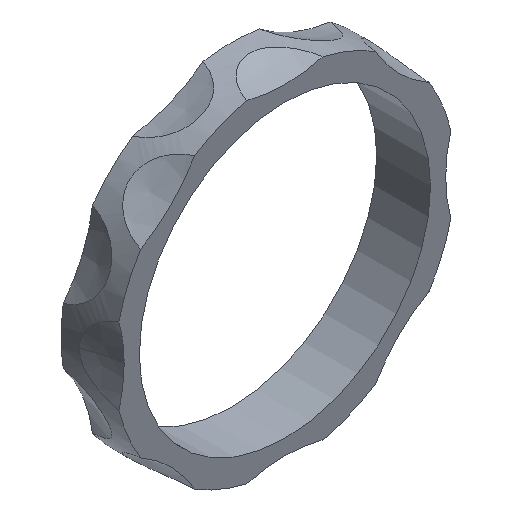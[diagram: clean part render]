
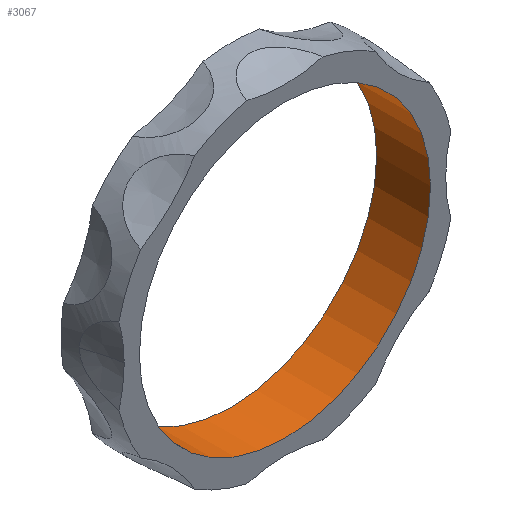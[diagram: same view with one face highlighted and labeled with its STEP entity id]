
A CAD part, isometric view. The second image highlights one B-rep face of the part: STEP entity #3067.
In plain terms, the highlighted cylindrical face has radius 8.123 mm (diameter 16.245 mm), a full revolution.
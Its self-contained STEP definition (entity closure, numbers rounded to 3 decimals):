
#68 = PLANE('',#69);
#69 = AXIS2_PLACEMENT_3D('',#70,#71,#72);
#70 = CARTESIAN_POINT('',(9.5,1.5,0.));
#71 = DIRECTION('',(0.,1.,0.));
#72 = DIRECTION('',(0.,-0.,1.));
#1263 = PLANE('',#1264);
#1264 = AXIS2_PLACEMENT_3D('',#1265,#1266,#1267);
#1265 = CARTESIAN_POINT('',(9.5,-1.5,0.));
#1266 = DIRECTION('',(0.,1.,0.));
#1267 = DIRECTION('',(0.,-0.,1.));
#2722 = EDGE_CURVE('',#2723,#2723,#2725,.T.);
#2723 = VERTEX_POINT('',#2724);
#2724 = CARTESIAN_POINT('',(8.123,-1.5,0.));
#2725 = SURFACE_CURVE('',#2726,(#2731,#2738),.PCURVE_S1.);
#2726 = CIRCLE('',#2727,8.123);
#2727 = AXIS2_PLACEMENT_3D('',#2728,#2729,#2730);
#2728 = CARTESIAN_POINT('',(0.,-1.5,0.));
#2729 = DIRECTION('',(-0.,1.,0.));
#2730 = DIRECTION('',(1.,0.,0.));
#2731 = PCURVE('',#1263,#2732);
#2732 = DEFINITIONAL_REPRESENTATION('',(#2733),#2737);
#2733 = CIRCLE('',#2734,8.123);
#2734 = AXIS2_PLACEMENT_2D('',#2735,#2736);
#2735 = CARTESIAN_POINT('',(0.,-9.5));
#2736 = DIRECTION('',(0.,1.));
#2737 = ( GEOMETRIC_REPRESENTATION_CONTEXT(2) 
PARAMETRIC_REPRESENTATION_CONTEXT() REPRESENTATION_CONTEXT('2D SPACE',''
  ) );
#2738 = PCURVE('',#2739,#2744);
#2739 = CYLINDRICAL_SURFACE('',#2740,8.123);
#2740 = AXIS2_PLACEMENT_3D('',#2741,#2742,#2743);
#2741 = CARTESIAN_POINT('',(0.,-1.5,0.));
#2742 = DIRECTION('',(0.,-1.,-0.));
#2743 = DIRECTION('',(1.,0.,0.));
#2744 = DEFINITIONAL_REPRESENTATION('',(#2745),#2749);
#2745 = LINE('',#2746,#2747);
#2746 = CARTESIAN_POINT('',(-0.,0.));
#2747 = VECTOR('',#2748,1.);
#2748 = DIRECTION('',(-1.,0.));
#2749 = ( GEOMETRIC_REPRESENTATION_CONTEXT(2) 
PARAMETRIC_REPRESENTATION_CONTEXT() REPRESENTATION_CONTEXT('2D SPACE',''
  ) );
#3004 = EDGE_CURVE('',#3005,#3005,#3007,.T.);
#3005 = VERTEX_POINT('',#3006);
#3006 = CARTESIAN_POINT('',(8.123,1.5,0.));
#3007 = SURFACE_CURVE('',#3008,(#3013,#3020),.PCURVE_S1.);
#3008 = CIRCLE('',#3009,8.123);
#3009 = AXIS2_PLACEMENT_3D('',#3010,#3011,#3012);
#3010 = CARTESIAN_POINT('',(0.,1.5,0.));
#3011 = DIRECTION('',(-0.,1.,0.));
#3012 = DIRECTION('',(1.,0.,0.));
#3013 = PCURVE('',#68,#3014);
#3014 = DEFINITIONAL_REPRESENTATION('',(#3015),#3019);
#3015 = CIRCLE('',#3016,8.123);
#3016 = AXIS2_PLACEMENT_2D('',#3017,#3018);
#3017 = CARTESIAN_POINT('',(0.,-9.5));
#3018 = DIRECTION('',(0.,1.));
#3019 = ( GEOMETRIC_REPRESENTATION_CONTEXT(2) 
PARAMETRIC_REPRESENTATION_CONTEXT() REPRESENTATION_CONTEXT('2D SPACE',''
  ) );
#3020 = PCURVE('',#2739,#3021);
#3021 = DEFINITIONAL_REPRESENTATION('',(#3022),#3026);
#3022 = LINE('',#3023,#3024);
#3023 = CARTESIAN_POINT('',(-0.,-3.));
#3024 = VECTOR('',#3025,1.);
#3025 = DIRECTION('',(-1.,0.));
#3026 = ( GEOMETRIC_REPRESENTATION_CONTEXT(2) 
PARAMETRIC_REPRESENTATION_CONTEXT() REPRESENTATION_CONTEXT('2D SPACE',''
  ) );
#3067 = ADVANCED_FACE('',(#3068),#2739,.F.);
#3068 = FACE_BOUND('',#3069,.T.);
#3069 = EDGE_LOOP('',(#3070,#3071,#3092,#3093));
#3070 = ORIENTED_EDGE('',*,*,#2722,.F.);
#3071 = ORIENTED_EDGE('',*,*,#3072,.T.);
#3072 = EDGE_CURVE('',#2723,#3005,#3073,.T.);
#3073 = SEAM_CURVE('',#3074,(#3078,#3085),.PCURVE_S1.);
#3074 = LINE('',#3075,#3076);
#3075 = CARTESIAN_POINT('',(8.123,-1.5,0.));
#3076 = VECTOR('',#3077,1.);
#3077 = DIRECTION('',(0.,1.,0.));
#3078 = PCURVE('',#2739,#3079);
#3079 = DEFINITIONAL_REPRESENTATION('',(#3080),#3084);
#3080 = LINE('',#3081,#3082);
#3081 = CARTESIAN_POINT('',(-6.283,0.));
#3082 = VECTOR('',#3083,1.);
#3083 = DIRECTION('',(-0.,-1.));
#3084 = ( GEOMETRIC_REPRESENTATION_CONTEXT(2) 
PARAMETRIC_REPRESENTATION_CONTEXT() REPRESENTATION_CONTEXT('2D SPACE',''
  ) );
#3085 = PCURVE('',#2739,#3086);
#3086 = DEFINITIONAL_REPRESENTATION('',(#3087),#3091);
#3087 = LINE('',#3088,#3089);
#3088 = CARTESIAN_POINT('',(-0.,0.));
#3089 = VECTOR('',#3090,1.);
#3090 = DIRECTION('',(-0.,-1.));
#3091 = ( GEOMETRIC_REPRESENTATION_CONTEXT(2) 
PARAMETRIC_REPRESENTATION_CONTEXT() REPRESENTATION_CONTEXT('2D SPACE',''
  ) );
#3092 = ORIENTED_EDGE('',*,*,#3004,.T.);
#3093 = ORIENTED_EDGE('',*,*,#3072,.F.);
